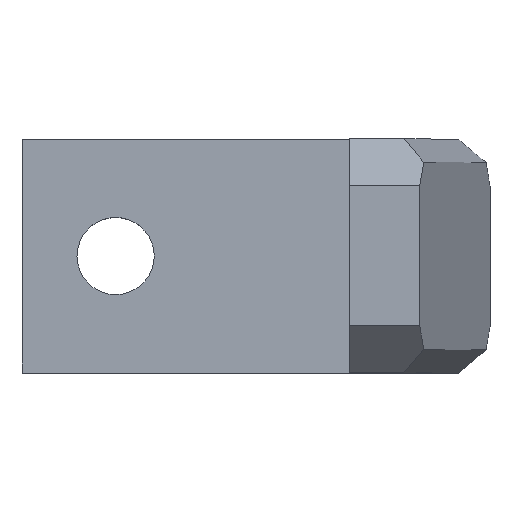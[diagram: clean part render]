
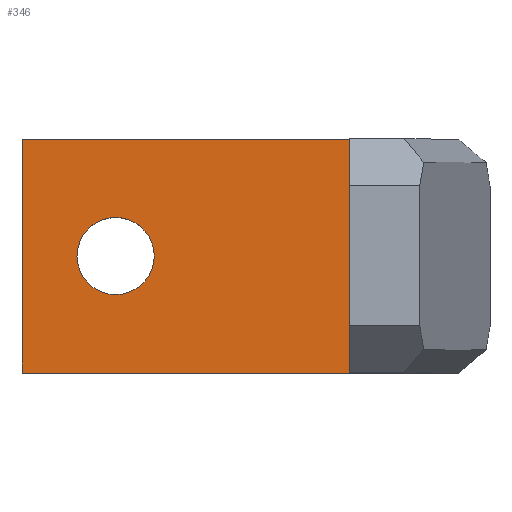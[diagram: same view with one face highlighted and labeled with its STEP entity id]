
A CAD part, top view. The second image highlights one B-rep face of the part: STEP entity #346.
In plain terms, the highlighted planar face has unit normal (0, 0, 1).
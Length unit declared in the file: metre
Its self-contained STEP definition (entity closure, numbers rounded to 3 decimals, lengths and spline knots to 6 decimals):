
#15=CIRCLE('',#380,0.00165);
#24=ORIENTED_EDGE('',*,*,#118,.F.);
#25=ORIENTED_EDGE('',*,*,#119,.F.);
#26=ORIENTED_EDGE('',*,*,#120,.F.);
#27=ORIENTED_EDGE('',*,*,#121,.T.);
#28=ORIENTED_EDGE('',*,*,#115,.T.);
#115=EDGE_CURVE('',#163,#162,#194,.T.);
#118=EDGE_CURVE('',#165,#165,#15,.T.);
#119=EDGE_CURVE('',#166,#162,#197,.T.);
#120=EDGE_CURVE('',#167,#166,#198,.T.);
#121=EDGE_CURVE('',#167,#163,#199,.T.);
#162=VERTEX_POINT('',#503);
#163=VERTEX_POINT('',#505);
#165=VERTEX_POINT('',#511);
#166=VERTEX_POINT('',#513);
#167=VERTEX_POINT('',#515);
#194=LINE('',#504,#237);
#197=LINE('',#512,#240);
#198=LINE('',#514,#241);
#199=LINE('',#516,#242);
#237=VECTOR('',#409,1.);
#240=VECTOR('',#416,1.);
#241=VECTOR('',#417,1.);
#242=VECTOR('',#418,1.);
#278=EDGE_LOOP('',(#24));
#279=EDGE_LOOP('',(#25,#26,#27,#28));
#303=FACE_BOUND('',#278,.T.);
#304=FACE_BOUND('',#279,.T.);
#328=PLANE('',#379);
#346=ADVANCED_FACE('',(#303,#304),#328,.T.);
#379=AXIS2_PLACEMENT_3D('',#509,#412,#413);
#380=AXIS2_PLACEMENT_3D('',#510,#414,#415);
#409=DIRECTION('',(0.,1.,0.));
#412=DIRECTION('',(0.,0.,1.));
#413=DIRECTION('',(1.,0.,0.));
#414=DIRECTION('',(0.,0.,1.));
#415=DIRECTION('',(1.,0.,0.));
#416=DIRECTION('',(1.,0.,0.));
#417=DIRECTION('',(0.,1.,0.));
#418=DIRECTION('',(1.,0.,0.));
#503=CARTESIAN_POINT('',(0.,0.,0.));
#504=CARTESIAN_POINT('',(0.,-0.01,0.));
#505=CARTESIAN_POINT('',(0.,-0.01,0.));
#509=CARTESIAN_POINT('',(-0.007,-0.01,0.));
#510=CARTESIAN_POINT('',(-0.01,-0.005,0.));
#511=CARTESIAN_POINT('',(-0.00835,-0.005,0.));
#512=CARTESIAN_POINT('',(-0.007,0.,0.));
#513=CARTESIAN_POINT('',(-0.014,0.,0.));
#514=CARTESIAN_POINT('',(-0.014,-0.01,0.));
#515=CARTESIAN_POINT('',(-0.014,-0.01,0.));
#516=CARTESIAN_POINT('',(-0.007,-0.01,0.));
